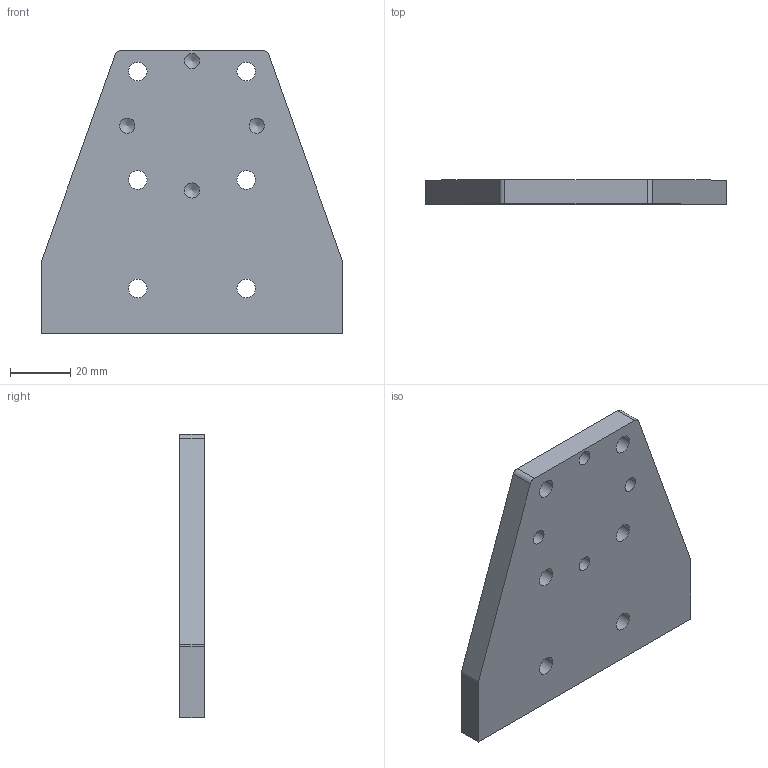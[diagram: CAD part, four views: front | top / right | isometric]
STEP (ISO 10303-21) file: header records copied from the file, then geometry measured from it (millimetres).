
FILE_DESCRIPTION(/* description */ ('Unknown'),/* implementation_level */ '2;1');
FILE_NAME(/* name */ 'T-0000082-Montageplatte',/* time_stamp */ '2020-03-19T17:09:00+01:00',/* author */ ('Unknown'),/* organization */ ('Unknown'),/* preprocessor_version */ 'ST-DEVELOPER v16.7',/* originating_system */ 'Solid Edge',/* authorisation */ 'Unknown');
FILE_SCHEMA (('AUTOMOTIVE_DESIGN {1 0 10303 214 3 1 1}'));
Length unit declared in the file: millimetre
Products named in the file (1): T-0000082-Montageplatte
Bounding box: 100 x 8 x 94 mm (x, y, z)
Volume: 57839.8 mm3; surface area: 20150.5 mm2
Topology: 1 solids, 1 shells, 39 faces, 101 edges, 67 vertices
Faces by surface type: cylinder 22, plane 11, cone 6
Full cylindrical faces by diameter (mm): 4.917 x6, 5 x6, 6.2 x6
Entity records: 1307 total; most frequent: DIRECTION 184, CARTESIAN_POINT 162, ORIENTED_EDGE 126, FACE_BOUND 84, AXIS2_PLACEMENT_3D 81, EDGE_LOOP 78, EDGE_CURVE 63, VERTEX_POINT 59
